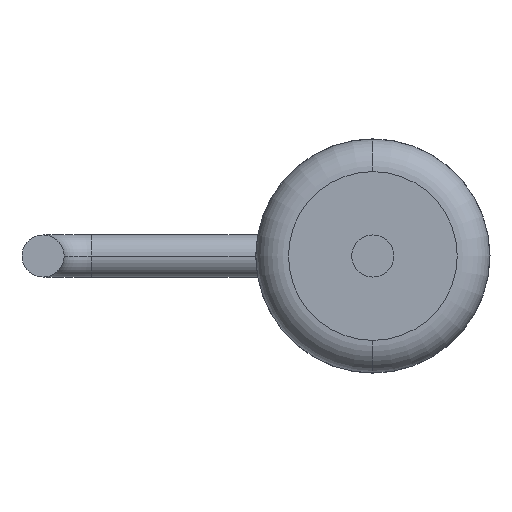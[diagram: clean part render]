
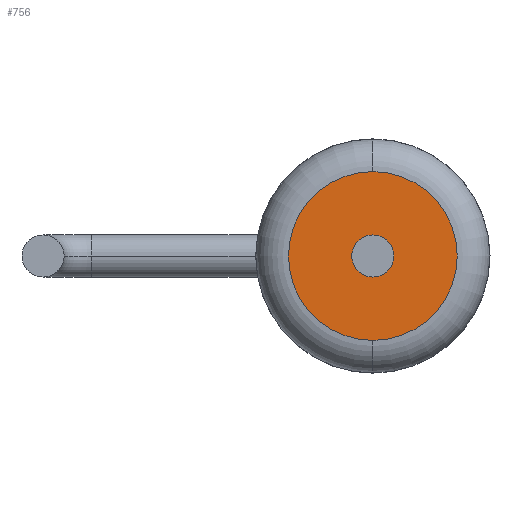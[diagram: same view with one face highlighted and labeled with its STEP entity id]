
A CAD part, front view. The second image highlights one B-rep face of the part: STEP entity #756.
In plain terms, the highlighted planar face has unit normal (0, -1, 0).
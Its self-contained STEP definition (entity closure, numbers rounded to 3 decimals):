
#7 = ORIENTED_EDGE ( 'NONE', *, *, #673, .F. ) ;
#73 = CARTESIAN_POINT ( 'NONE',  ( 0., 0.5, 0. ) ) ;
#75 = CIRCLE ( 'NONE', #176, 1.3 ) ;
#76 = CARTESIAN_POINT ( 'NONE',  ( 0., 0.5, 0. ) ) ;
#110 = AXIS2_PLACEMENT_3D ( 'NONE', #73, #873, #513 ) ;
#176 = AXIS2_PLACEMENT_3D ( 'NONE', #1050, #1143, #794 ) ;
#182 = VERTEX_POINT ( 'NONE', #1035 ) ;
#188 = EDGE_CURVE ( 'NONE', #841, #182, #476, .T. ) ;
#203 = AXIS2_PLACEMENT_3D ( 'NONE', #76, #610, #423 ) ;
#205 = ORIENTED_EDGE ( 'NONE', *, *, #809, .F. ) ;
#302 = EDGE_CURVE ( 'NONE', #182, #841, #75, .T. ) ;
#338 = AXIS2_PLACEMENT_3D ( 'NONE', #351, #1060, #339 ) ;
#339 = DIRECTION ( 'NONE',  ( 0., 0., -1. ) ) ;
#351 = CARTESIAN_POINT ( 'NONE',  ( 0., 0.5, 0. ) ) ;
#418 = EDGE_LOOP ( 'NONE', ( #7, #205 ) ) ;
#423 = DIRECTION ( 'NONE',  ( 0., 0., -1. ) ) ;
#432 = DIRECTION ( 'NONE',  ( 0., 0., -1. ) ) ;
#441 = EDGE_LOOP ( 'NONE', ( #709, #737 ) ) ;
#474 = CIRCLE ( 'NONE', #203, 0.325 ) ;
#476 = CIRCLE ( 'NONE', #110, 1.3 ) ;
#513 = DIRECTION ( 'NONE',  ( 0., 0., -1. ) ) ;
#559 = CARTESIAN_POINT ( 'NONE',  ( 0., 0.5, -0.325 ) ) ;
#563 = VERTEX_POINT ( 'NONE', #668 ) ;
#610 = DIRECTION ( 'NONE',  ( 0., -1., 0. ) ) ;
#646 = CIRCLE ( 'NONE', #338, 0.325 ) ;
#668 = CARTESIAN_POINT ( 'NONE',  ( 0., 0.5, 0.325 ) ) ;
#673 = EDGE_CURVE ( 'NONE', #885, #563, #474, .T. ) ;
#709 = ORIENTED_EDGE ( 'NONE', *, *, #302, .T. ) ;
#717 = DIRECTION ( 'NONE',  ( 0., -1., 0. ) ) ;
#727 = CARTESIAN_POINT ( 'NONE',  ( 1.3, 0.5, 0. ) ) ;
#737 = ORIENTED_EDGE ( 'NONE', *, *, #188, .T. ) ;
#756 = ADVANCED_FACE ( 'NONE', ( #908, #762 ), #882, .T. ) ;
#762 = FACE_OUTER_BOUND ( 'NONE', #441, .T. ) ;
#794 = DIRECTION ( 'NONE',  ( 0., 0., -1. ) ) ;
#809 = EDGE_CURVE ( 'NONE', #563, #885, #646, .T. ) ;
#841 = VERTEX_POINT ( 'NONE', #993 ) ;
#873 = DIRECTION ( 'NONE',  ( 0., -1., 0. ) ) ;
#882 = PLANE ( 'NONE',  #1132 ) ;
#885 = VERTEX_POINT ( 'NONE', #559 ) ;
#908 = FACE_BOUND ( 'NONE', #418, .T. ) ;
#993 = CARTESIAN_POINT ( 'NONE',  ( 0., 0.5, 1.3 ) ) ;
#1035 = CARTESIAN_POINT ( 'NONE',  ( 0., 0.5, -1.3 ) ) ;
#1050 = CARTESIAN_POINT ( 'NONE',  ( 0., 0.5, 0. ) ) ;
#1060 = DIRECTION ( 'NONE',  ( 0., -1., 0. ) ) ;
#1132 = AXIS2_PLACEMENT_3D ( 'NONE', #727, #717, #432 ) ;
#1143 = DIRECTION ( 'NONE',  ( 0., -1., 0. ) ) ;
